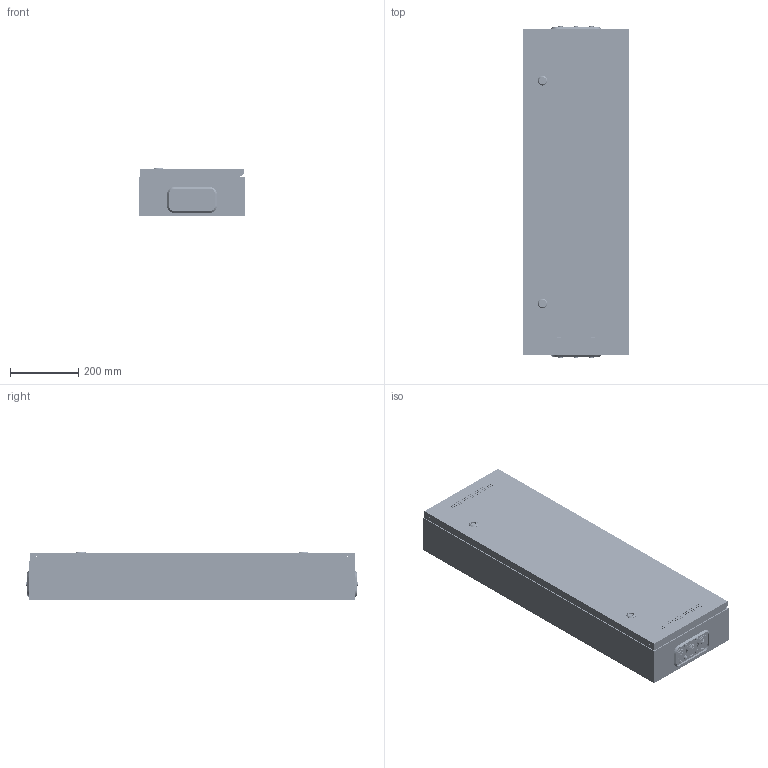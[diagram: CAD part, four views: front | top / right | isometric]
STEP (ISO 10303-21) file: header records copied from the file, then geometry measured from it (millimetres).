
FILE_DESCRIPTION (( 'STEP AP214' ), '1' );
FILE_NAME ('TI5-51-N-1X072-30 TITAN 5 Êîðïóñ êîìáèíèðîâàííûé ÙÐí-48 (1õ72) áåëûé IEK.STEP', '2024-12-06T12:33:29', ( '' ), ( '' ), 'SwSTEP 2.0', 'SolidWorks 2022', '' );
FILE_SCHEMA (( 'AUTOMOTIVE_DESIGN' ));
Length unit declared in the file: millimetre
Products named in the file (1): TI5-51-N-1X072-30 TITAN 5 Корпус комбинированный ЩРн-48 (1х72) белый IEK
Bounding box: 310 x 976.35 x 144.1 mm (x, y, z)
Volume: 3329191.1 mm3; surface area: 3372753.7 mm2
Topology: 76 solids, 96 shells, 10175 faces, 27450 edges, 17882 vertices
Faces by surface type: plane 5281, cylinder 3395, bspline 575, cone 539, torus 260, sphere 125
Entity records: 494991 total; most frequent: CARTESIAN_POINT 124940, ORIENTED_EDGE 54840, DIRECTION 51049, EDGE_CURVE 27420, VERTEX_POINT 17882, AXIS2_PLACEMENT_3D 17208, VECTOR 16633, LINE 16633
